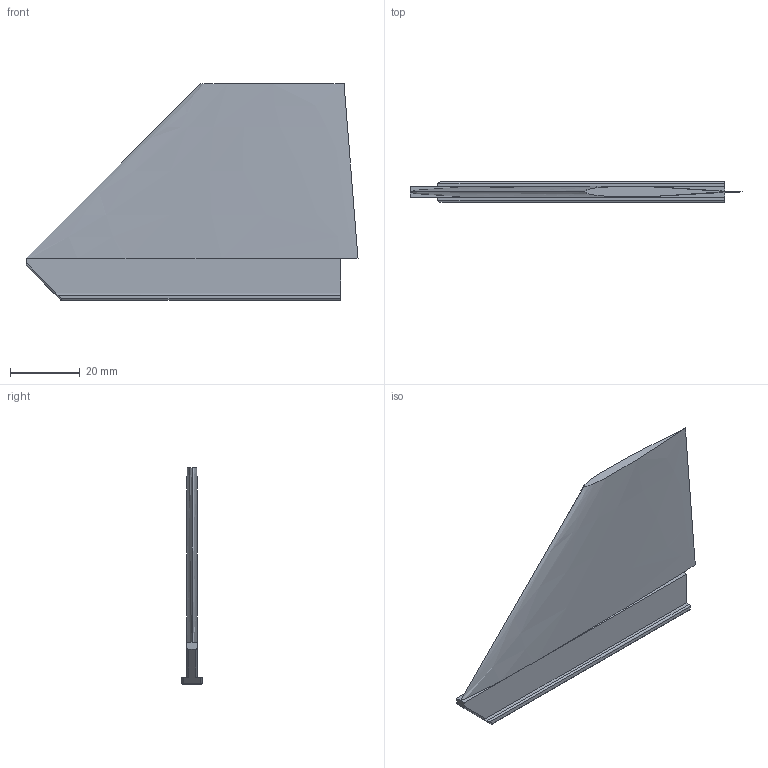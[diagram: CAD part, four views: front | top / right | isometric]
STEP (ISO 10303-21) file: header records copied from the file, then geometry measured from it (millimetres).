
FILE_DESCRIPTION(('FreeCAD Model'),'2;1');
FILE_NAME('Open CASCADE Shape Model','2025-10-09T12:26:38',(''),(''), 'Open CASCADE STEP processor 7.8','FreeCAD','Unknown');
FILE_SCHEMA(('AUTOMOTIVE_DESIGN { 1 0 10303 214 1 1 1 1 }'));
Length unit declared in the file: millimetre
Products named in the file (1): Body
Bounding box: 95 x 6 x 62 mm (x, y, z)
Volume: 9797.7 mm3; surface area: 9806.8 mm2
Topology: 1 solids, 1 shells, 31 faces, 75 edges, 44 vertices
Faces by surface type: plane 18, cylinder 9, sphere 2, bspline 2
Entity records: 2267 total; most frequent: CARTESIAN_POINT 1553, ORIENTED_EDGE 146, DIRECTION 137, EDGE_CURVE 73, AXIS2_PLACEMENT_3D 46, LINE 45, VECTOR 45, VERTEX_POINT 44
